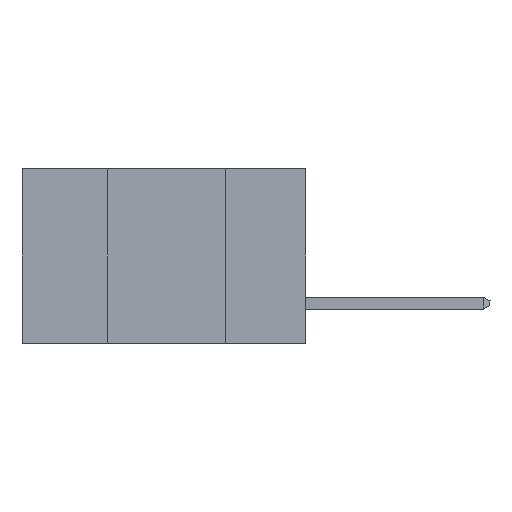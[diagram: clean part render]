
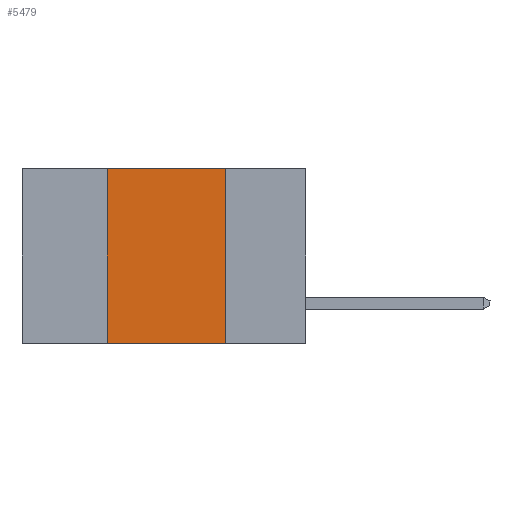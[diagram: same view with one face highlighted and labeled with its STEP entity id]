
A CAD part, left-side view. The second image highlights one B-rep face of the part: STEP entity #5479.
In plain terms, the highlighted planar face has unit normal (-1, 0, 0).
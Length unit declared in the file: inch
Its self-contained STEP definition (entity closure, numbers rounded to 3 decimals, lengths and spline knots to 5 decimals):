
#420 = EDGE_CURVE ( 'NONE', #9454, #463, #4774, .T. ) ;
#463 = VERTEX_POINT ( 'NONE', #4069 ) ;
#528 = VECTOR ( 'NONE', #5830, 39.37008 ) ;
#1055 = ORIENTED_EDGE ( 'NONE', *, *, #6981, .T. ) ;
#1152 = LINE ( 'NONE', #10904, #3815 ) ;
#1440 = LINE ( 'NONE', #2583, #5162 ) ;
#1925 = AXIS2_PLACEMENT_3D ( 'NONE', #8774, #7172, #9608 ) ;
#1994 = EDGE_LOOP ( 'NONE', ( #11362, #11612, #6905, #1055 ) ) ;
#2245 = CARTESIAN_POINT ( 'NONE',  ( 0., 0.17, -0.37 ) ) ;
#2340 = CARTESIAN_POINT ( 'NONE',  ( 0., 0.17, 0. ) ) ;
#2583 = CARTESIAN_POINT ( 'NONE',  ( 0., 0.6, 0. ) ) ;
#2616 = EDGE_CURVE ( 'NONE', #2761, #5255, #9241, .T. ) ;
#2761 = VERTEX_POINT ( 'NONE', #11294 ) ;
#3815 = VECTOR ( 'NONE', #6526, 39.37008 ) ;
#4069 = CARTESIAN_POINT ( 'NONE',  ( 0., 0.17, -0.37 ) ) ;
#4336 = DIRECTION ( 'NONE',  ( 0., -1., 0. ) ) ;
#4541 = CARTESIAN_POINT ( 'NONE',  ( 0., 0.42, 0. ) ) ;
#4774 = LINE ( 'NONE', #2245, #528 ) ;
#5162 = VECTOR ( 'NONE', #4336, 39.37008 ) ;
#5255 = VERTEX_POINT ( 'NONE', #4541 ) ;
#5281 = PLANE ( 'NONE',  #1925 ) ;
#5479 = ADVANCED_FACE ( 'NONE', ( #6156 ), #5281, .F. ) ;
#5830 = DIRECTION ( 'NONE',  ( 0., 0., -1. ) ) ;
#5967 = VECTOR ( 'NONE', #8410, 39.37008 ) ;
#6156 = FACE_OUTER_BOUND ( 'NONE', #1994, .T. ) ;
#6526 = DIRECTION ( 'NONE',  ( 0., -1., 0. ) ) ;
#6905 = ORIENTED_EDGE ( 'NONE', *, *, #2616, .F. ) ;
#6981 = EDGE_CURVE ( 'NONE', #2761, #463, #1152, .T. ) ;
#7172 = DIRECTION ( 'NONE',  ( 1., 0., 0. ) ) ;
#7575 = CARTESIAN_POINT ( 'NONE',  ( 0., 0.42, -0.37 ) ) ;
#8410 = DIRECTION ( 'NONE',  ( 0., 0., 1. ) ) ;
#8774 = CARTESIAN_POINT ( 'NONE',  ( 0., 0.6, 0. ) ) ;
#9074 = EDGE_CURVE ( 'NONE', #5255, #9454, #1440, .T. ) ;
#9241 = LINE ( 'NONE', #7575, #5967 ) ;
#9454 = VERTEX_POINT ( 'NONE', #2340 ) ;
#9608 = DIRECTION ( 'NONE',  ( 0., 0., -1. ) ) ;
#10904 = CARTESIAN_POINT ( 'NONE',  ( 0., 0.6, -0.37 ) ) ;
#11294 = CARTESIAN_POINT ( 'NONE',  ( 0., 0.42, -0.37 ) ) ;
#11362 = ORIENTED_EDGE ( 'NONE', *, *, #420, .F. ) ;
#11612 = ORIENTED_EDGE ( 'NONE', *, *, #9074, .F. ) ;
